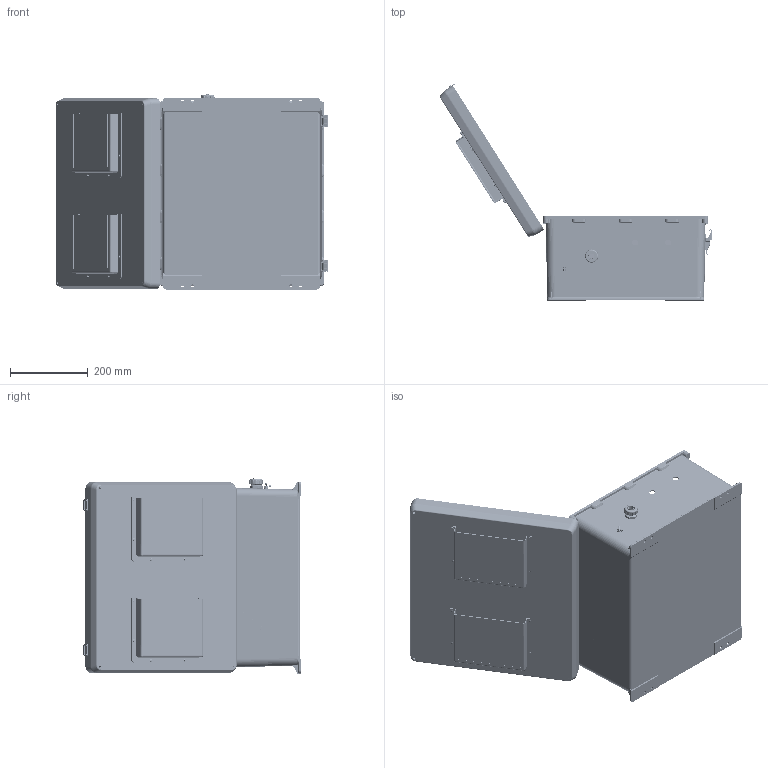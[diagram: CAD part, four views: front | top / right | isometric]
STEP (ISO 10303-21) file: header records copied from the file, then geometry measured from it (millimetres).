
FILE_DESCRIPTION (( 'STEP AP214' ), '1' );
FILE_NAME ('NB181608-E0V_3D.step', '2025-10-06T15:12:55', ( '' ), ( '' ), 'SwSTEP 2.0', 'SolidWorks 2025', '' );
FILE_SCHEMA (( 'AUTOMOTIVE_DESIGN' ));
Length unit declared in the file: inch
Products named in the file (32): XCT-0010; NB181608-Box; NEMA 18 GroundWire; MJSCVR; XFS-0026; XF1082-01; XCTB-0002; XMH-0041; NB181608-DoorClasp-2; NB181608-Lid-Vented; XCT-0011; XFS-0031; XFR-0005; NB181608-DoorClasp-1; XFN-0003; 1AM07-189; XFN-0002; XFN-0013; XFS-0032_91735A151; XCT-0005; XFW-0002; XC-0003; 10-32 NEMA PLATE SCREW; XFS-0023_92470A148; XFS-0017; NB181608-Hinge; XFS-0059; XMH-0007; Fan Screen-120x120 ALUM; NB181608-E0V_3D; XM220-01-UL; XF797-01
Assembly tree (78 placements, depth 2):
  NB181608-E0V_3D
    NB181608-Box
    NB181608-Hinge  x2
    NB181608-Lid-Vented
    NB181608-DoorClasp-1  x2
    NB181608-DoorClasp-2  x2
    10-32 NEMA PLATE SCREW  x4
    XFS-0017  x3
    XCT-0011
    XCT-0010
    XFN-0003  x2
    XC-0003
    XCT-0005
    XFW-0002  x5
    XFS-0026
    XMH-0007  x4
    XMH-0041
    XCTB-0002
    NEMA 18 GroundWire
    XFN-0013  x2
    XFS-0032_91735A151  x2
    XF797-01
    XFS-0059  x2
    XFN-0002  x8
    Fan Screen-120x120 ALUM  x2
    XM220-01-UL  x2
    XFR-0005  x12
    XFS-0023_92470A148  x8
    XF1082-01
    1AM07-189
    MJSCVR  x2
    XFS-0031
Bounding box: 702.92 x 559.73 x 502.84 mm (x, y, z)
Volume: 3747983.8 mm3; surface area: 2428028.9 mm2
Topology: 86 solids, 87 shells, 7925 faces, 20975 edges, 13263 vertices
Faces by surface type: cylinder 3367, plane 2360, cone 1445, bspline 401, torus 302, sphere 50
Entity records: 170527 total; most frequent: CARTESIAN_POINT 57947, ORIENTED_EDGE 23862, DIRECTION 22468, EDGE_CURVE 11931, AXIS2_PLACEMENT_3D 8250, VERTEX_POINT 7559, LINE 5968, VECTOR 5968
